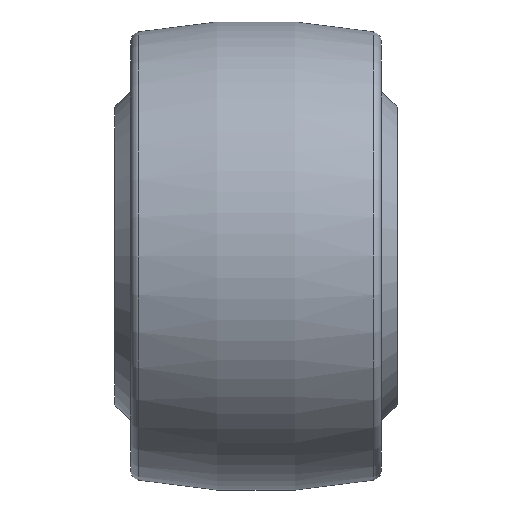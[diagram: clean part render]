
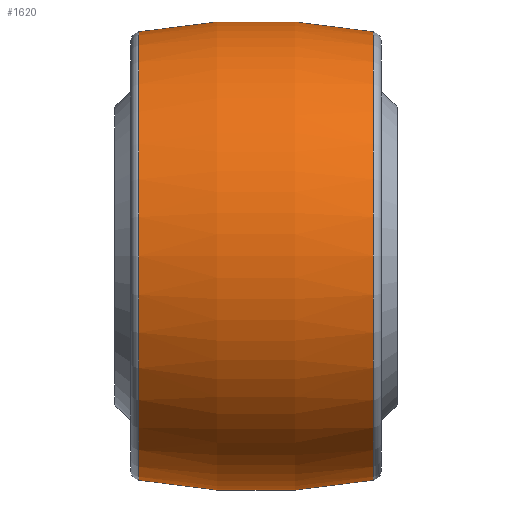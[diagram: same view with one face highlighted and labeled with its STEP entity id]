
A CAD part, front view. The second image highlights one B-rep face of the part: STEP entity #1620.
In plain terms, the highlighted toroidal (fillet/blend) face has major radius 125 mm and minor radius 200 mm.
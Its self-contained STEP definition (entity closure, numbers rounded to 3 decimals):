
#1 = ORIENTED_EDGE ( 'NONE', *, *, #2044, .T. ) ;
#71 = EDGE_CURVE ( 'NONE', #2231, #1370, #326, .T. ) ;
#85 = CARTESIAN_POINT ( 'NONE',  ( 37.357, 0., -71.48 ) ) ;
#155 = CARTESIAN_POINT ( 'NONE',  ( 37.357, 0., 0. ) ) ;
#218 = DIRECTION ( 'NONE',  ( 0., 0., -1. ) ) ;
#294 = CARTESIAN_POINT ( 'NONE',  ( 0., 0., 0. ) ) ;
#312 = DIRECTION ( 'NONE',  ( 0., 0., 1. ) ) ;
#326 = CIRCLE ( 'NONE', #565, 71.48 ) ;
#357 = AXIS2_PLACEMENT_3D ( 'NONE', #294, #1589, #449 ) ;
#382 = DIRECTION ( 'NONE',  ( 1., 0., 0. ) ) ;
#424 = CARTESIAN_POINT ( 'NONE',  ( 37.357, 0., 71.48 ) ) ;
#449 = DIRECTION ( 'NONE',  ( 0., 0., 1. ) ) ;
#542 = CIRCLE ( 'NONE', #1940, 200. ) ;
#565 = AXIS2_PLACEMENT_3D ( 'NONE', #579, #382, #218 ) ;
#579 = CARTESIAN_POINT ( 'NONE',  ( -37.357, 0., 0. ) ) ;
#658 = CARTESIAN_POINT ( 'NONE',  ( 0., 0., -125. ) ) ;
#666 = ORIENTED_EDGE ( 'NONE', *, *, #71, .T. ) ;
#676 = CIRCLE ( 'NONE', #990, 200. ) ;
#776 = CARTESIAN_POINT ( 'NONE',  ( 0., 0., 125. ) ) ;
#795 = EDGE_LOOP ( 'NONE', ( #1799, #863, #1, #666 ) ) ;
#860 = DIRECTION ( 'NONE',  ( 0., 0., -1. ) ) ;
#863 = ORIENTED_EDGE ( 'NONE', *, *, #1698, .T. ) ;
#976 = DIRECTION ( 'NONE',  ( 0., 0., 1. ) ) ;
#990 = AXIS2_PLACEMENT_3D ( 'NONE', #658, #1885, #860 ) ;
#1111 = CIRCLE ( 'NONE', #2010, 71.48 ) ;
#1135 = TOROIDAL_SURFACE ( 'NONE', #357, -125., 200. ) ;
#1163 = FACE_OUTER_BOUND ( 'NONE', #795, .T. ) ;
#1196 = CARTESIAN_POINT ( 'NONE',  ( -37.357, 0., -71.48 ) ) ;
#1245 = EDGE_CURVE ( 'NONE', #1442, #1370, #542, .T. ) ;
#1370 = VERTEX_POINT ( 'NONE', #1196 ) ;
#1442 = VERTEX_POINT ( 'NONE', #85 ) ;
#1450 = DIRECTION ( 'NONE',  ( -1., 0., 0. ) ) ;
#1589 = DIRECTION ( 'NONE',  ( -1., 0., 0. ) ) ;
#1620 = ADVANCED_FACE ( 'NONE', ( #1163 ), #1135, .T. ) ;
#1698 = EDGE_CURVE ( 'NONE', #1442, #2050, #1111, .T. ) ;
#1799 = ORIENTED_EDGE ( 'NONE', *, *, #1245, .F. ) ;
#1885 = DIRECTION ( 'NONE',  ( 0., -1., 0. ) ) ;
#1940 = AXIS2_PLACEMENT_3D ( 'NONE', #776, #1967, #976 ) ;
#1967 = DIRECTION ( 'NONE',  ( 0., 1., 0. ) ) ;
#2010 = AXIS2_PLACEMENT_3D ( 'NONE', #155, #1450, #312 ) ;
#2044 = EDGE_CURVE ( 'NONE', #2050, #2231, #676, .T. ) ;
#2050 = VERTEX_POINT ( 'NONE', #424 ) ;
#2083 = CARTESIAN_POINT ( 'NONE',  ( -37.357, 0., 71.48 ) ) ;
#2231 = VERTEX_POINT ( 'NONE', #2083 ) ;
